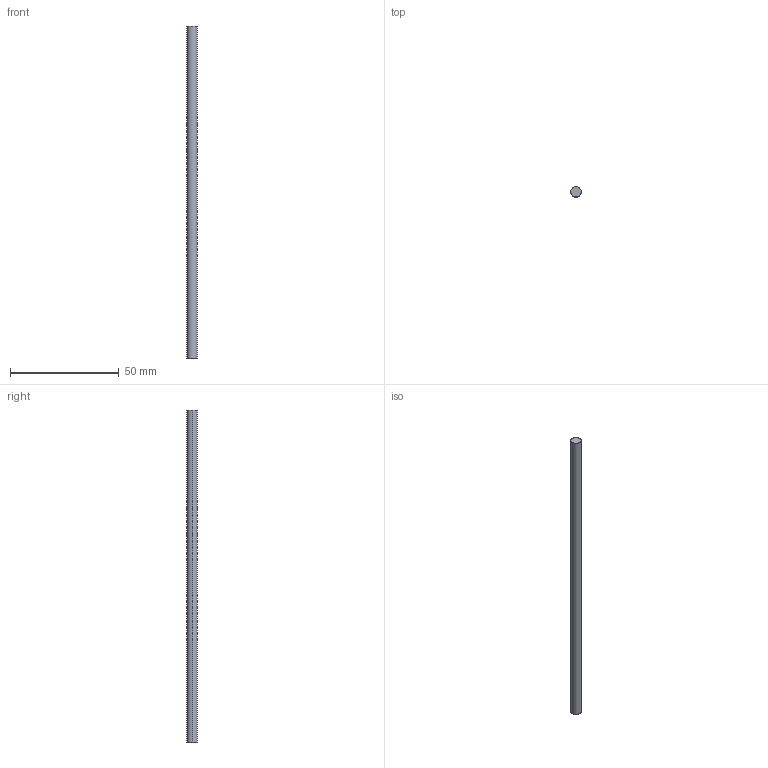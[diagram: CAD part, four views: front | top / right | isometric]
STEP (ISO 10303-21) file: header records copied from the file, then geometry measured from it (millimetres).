
FILE_DESCRIPTION (( 'STEP AP214' ), '1' );
FILE_NAME ('ShaftRailAssembly_E4904CD22F.step', '2021-09-16T18:21:19', ( '' ), ( '' ), 'SwSTEP 2.0', 'SolidWorks 2019', '' );
FILE_SCHEMA (( 'AUTOMOTIVE_DESIGN' ));
Length unit declared in the file: inch
Products named in the file (3): BcbruN8UD0_CADModel_0; ShaftRailAssembly_E4904CD22F
Assembly tree (1 placements, depth 2):
  ShaftRailAssembly_E4904CD22F
    BcbruN8UD0_CADModel_0
  BcbruN8UD0_CADModel_0
Bounding box: 4.76 x 4.76 x 152.4 mm (x, y, z)
Volume: 2714.8 mm3; surface area: 2315.8 mm2
Topology: 1 solids, 1 shells, 4 faces, 6 edges, 4 vertices
Faces by surface type: cylinder 2, plane 2
Entity records: 235 total; most frequent: DIRECTION 28, CARTESIAN_POINT 19, AXIS2_PLACEMENT_3D 13, ORIENTED_EDGE 12, DIMENSIONAL_EXPONENTS 8, LENGTH_MEASURE_WITH_UNIT 8, UNCERTAINTY_MEASURE_WITH_UNIT 8, FILL_AREA_STYLE 6
